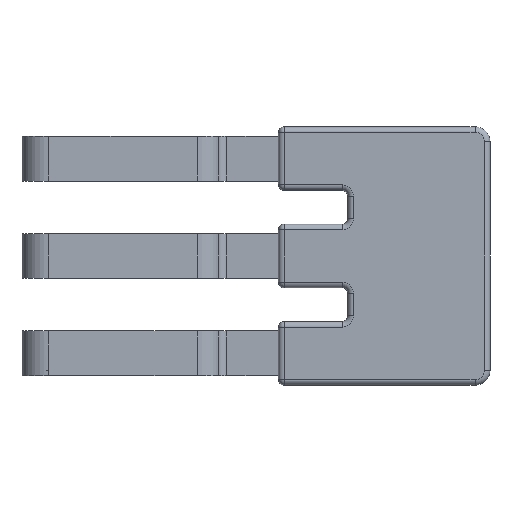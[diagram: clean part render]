
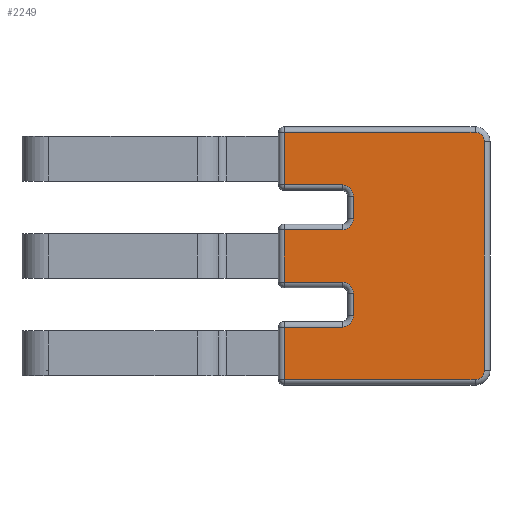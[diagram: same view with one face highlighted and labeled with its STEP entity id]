
A CAD part, left-side view. The second image highlights one B-rep face of the part: STEP entity #2249.
In plain terms, the highlighted planar face has unit normal (-1, 0, 0).
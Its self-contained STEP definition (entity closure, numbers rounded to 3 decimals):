
#77 = CARTESIAN_POINT ( 'NONE',  ( -3.4, 0.8, -0.3 ) ) ;
#84 = VECTOR ( 'NONE', #742, 1000. ) ;
#161 = LINE ( 'NONE', #3031, #3273 ) ;
#166 = DIRECTION ( 'NONE',  ( 0., 1., 0. ) ) ;
#197 = CIRCLE ( 'NONE', #2569, 0.6 ) ;
#199 = CARTESIAN_POINT ( 'NONE',  ( -3.4, 11., -8.3 ) ) ;
#241 = CARTESIAN_POINT ( 'NONE',  ( -3.4, 0.8, -13. ) ) ;
#258 = VERTEX_POINT ( 'NONE', #1061 ) ;
#293 = EDGE_CURVE ( 'NONE', #3223, #1163, #3018, .T. ) ;
#333 = CARTESIAN_POINT ( 'NONE',  ( -3.4, 7.9, -5.5 ) ) ;
#381 = CIRCLE ( 'NONE', #1653, 0.5 ) ;
#387 = DIRECTION ( 'NONE',  ( 0., 1., 0. ) ) ;
#406 = DIRECTION ( 'NONE',  ( 0., -1., 0. ) ) ;
#455 = DIRECTION ( 'NONE',  ( 0., 0., 1. ) ) ;
#469 = VECTOR ( 'NONE', #644, 1000. ) ;
#479 = ORIENTED_EDGE ( 'NONE', *, *, #2283, .T. ) ;
#506 = VERTEX_POINT ( 'NONE', #2622 ) ;
#520 = LINE ( 'NONE', #199, #2068 ) ;
#554 = VERTEX_POINT ( 'NONE', #77 ) ;
#609 = CARTESIAN_POINT ( 'NONE',  ( -3.4, 7.9, -3.1 ) ) ;
#618 = LINE ( 'NONE', #1426, #2476 ) ;
#644 = DIRECTION ( 'NONE',  ( 0., 1., 0. ) ) ;
#658 = DIRECTION ( 'NONE',  ( 0., -1., 0. ) ) ;
#659 = LINE ( 'NONE', #1222, #2433 ) ;
#667 = VERTEX_POINT ( 'NONE', #609 ) ;
#733 = AXIS2_PLACEMENT_3D ( 'NONE', #957, #1502, #2015 ) ;
#735 = CARTESIAN_POINT ( 'NONE',  ( -3.4, 11., -5.5 ) ) ;
#739 = EDGE_CURVE ( 'NONE', #1864, #794, #659, .T. ) ;
#742 = DIRECTION ( 'NONE',  ( 0., 0., -1. ) ) ;
#762 = CARTESIAN_POINT ( 'NONE',  ( -3.4, 7.9, -8.3 ) ) ;
#778 = PLANE ( 'NONE',  #3388 ) ;
#794 = VERTEX_POINT ( 'NONE', #2533 ) ;
#799 = EDGE_CURVE ( 'NONE', #2309, #1966, #1384, .T. ) ;
#801 = ORIENTED_EDGE ( 'NONE', *, *, #2147, .T. ) ;
#804 = LINE ( 'NONE', #2365, #2508 ) ;
#836 = CARTESIAN_POINT ( 'NONE',  ( -3.4, 7.9, -10.1 ) ) ;
#847 = VERTEX_POINT ( 'NONE', #1830 ) ;
#927 = CARTESIAN_POINT ( 'NONE',  ( -3.4, 7.9, -8.9 ) ) ;
#928 = CARTESIAN_POINT ( 'NONE',  ( -3.4, 7.9, -8.3 ) ) ;
#947 = DIRECTION ( 'NONE',  ( 0., -1., 0. ) ) ;
#957 = CARTESIAN_POINT ( 'NONE',  ( -3.4, 0.8, -0.8 ) ) ;
#1049 = EDGE_CURVE ( 'NONE', #506, #1435, #1270, .T. ) ;
#1055 = CARTESIAN_POINT ( 'NONE',  ( -3.4, 7.3, -10.1 ) ) ;
#1061 = CARTESIAN_POINT ( 'NONE',  ( -3.4, 11., -8.3 ) ) ;
#1097 = ORIENTED_EDGE ( 'NONE', *, *, #1263, .T. ) ;
#1105 = CARTESIAN_POINT ( 'NONE',  ( -3.4, 7.3, -8.9 ) ) ;
#1125 = EDGE_CURVE ( 'NONE', #554, #2989, #618, .T. ) ;
#1163 = VERTEX_POINT ( 'NONE', #2235 ) ;
#1204 = DIRECTION ( 'NONE',  ( 0., 0., 1. ) ) ;
#1222 = CARTESIAN_POINT ( 'NONE',  ( -3.4, 0.3, 1.4 ) ) ;
#1242 = CARTESIAN_POINT ( 'NONE',  ( -3.4, 11., -10.7 ) ) ;
#1253 = DIRECTION ( 'NONE',  ( 0., 0., -1. ) ) ;
#1263 = EDGE_CURVE ( 'NONE', #1451, #1864, #381, .T. ) ;
#1270 = CIRCLE ( 'NONE', #2034, 0.6 ) ;
#1312 = CARTESIAN_POINT ( 'NONE',  ( -3.4, 0.3, -13. ) ) ;
#1328 = CARTESIAN_POINT ( 'NONE',  ( -3.4, 7.9, -3.7 ) ) ;
#1342 = CARTESIAN_POINT ( 'NONE',  ( -3.4, 7.9, -4.9 ) ) ;
#1370 = ORIENTED_EDGE ( 'NONE', *, *, #2267, .T. ) ;
#1384 = CIRCLE ( 'NONE', #2592, 0.6 ) ;
#1386 = VERTEX_POINT ( 'NONE', #735 ) ;
#1411 = VECTOR ( 'NONE', #1554, 1000. ) ;
#1426 = CARTESIAN_POINT ( 'NONE',  ( -3.4, 11.3, -0.3 ) ) ;
#1435 = VERTEX_POINT ( 'NONE', #333 ) ;
#1451 = VERTEX_POINT ( 'NONE', #2955 ) ;
#1471 = AXIS2_PLACEMENT_3D ( 'NONE', #836, #1687, #1903 ) ;
#1479 = ORIENTED_EDGE ( 'NONE', *, *, #1668, .T. ) ;
#1500 = ORIENTED_EDGE ( 'NONE', *, *, #2954, .T. ) ;
#1502 = DIRECTION ( 'NONE',  ( -1., 0., 0. ) ) ;
#1554 = DIRECTION ( 'NONE',  ( 0., 0., -1. ) ) ;
#1569 = DIRECTION ( 'NONE',  ( 0., 0., -1. ) ) ;
#1571 = VECTOR ( 'NONE', #1783, 1000. ) ;
#1628 = VERTEX_POINT ( 'NONE', #1927 ) ;
#1653 = AXIS2_PLACEMENT_3D ( 'NONE', #241, #1808, #2288 ) ;
#1668 = EDGE_CURVE ( 'NONE', #2989, #847, #2552, .T. ) ;
#1683 = VECTOR ( 'NONE', #947, 1000. ) ;
#1687 = DIRECTION ( 'NONE',  ( 1., 0., 0. ) ) ;
#1709 = VECTOR ( 'NONE', #166, 1000. ) ;
#1712 = LINE ( 'NONE', #928, #1683 ) ;
#1728 = LINE ( 'NONE', #2514, #3221 ) ;
#1740 = EDGE_CURVE ( 'NONE', #258, #2309, #1712, .T. ) ;
#1756 = VERTEX_POINT ( 'NONE', #1988 ) ;
#1783 = DIRECTION ( 'NONE',  ( 0., 0., -1. ) ) ;
#1800 = CIRCLE ( 'NONE', #733, 0.5 ) ;
#1808 = DIRECTION ( 'NONE',  ( -1., 0., 0. ) ) ;
#1810 = ORIENTED_EDGE ( 'NONE', *, *, #1740, .T. ) ;
#1812 = EDGE_CURVE ( 'NONE', #1628, #506, #804, .T. ) ;
#1830 = CARTESIAN_POINT ( 'NONE',  ( -3.4, 11., -3.1 ) ) ;
#1844 = CARTESIAN_POINT ( 'NONE',  ( -3.4, 11.3, 1.4 ) ) ;
#1864 = VERTEX_POINT ( 'NONE', #1312 ) ;
#1865 = DIRECTION ( 'NONE',  ( -1., 0., 0. ) ) ;
#1892 = EDGE_CURVE ( 'NONE', #1966, #1756, #2621, .T. ) ;
#1895 = ORIENTED_EDGE ( 'NONE', *, *, #293, .T. ) ;
#1903 = DIRECTION ( 'NONE',  ( 0., -1., 0. ) ) ;
#1927 = CARTESIAN_POINT ( 'NONE',  ( -3.4, 7.3, -3.7 ) ) ;
#1934 = DIRECTION ( 'NONE',  ( 1., 0., 0. ) ) ;
#1954 = DIRECTION ( 'NONE',  ( 1., 0., 0. ) ) ;
#1966 = VERTEX_POINT ( 'NONE', #1105 ) ;
#1988 = CARTESIAN_POINT ( 'NONE',  ( -3.4, 7.3, -10.1 ) ) ;
#2015 = DIRECTION ( 'NONE',  ( 0., -1., 0. ) ) ;
#2020 = EDGE_LOOP ( 'NONE', ( #2078, #2423, #3243, #1479, #801, #1500, #2780, #2137, #2120, #1370, #1810, #3330, #2996, #2693, #1895, #479, #2101, #1097 ) ) ;
#2034 = AXIS2_PLACEMENT_3D ( 'NONE', #1342, #1934, #2669 ) ;
#2060 = CARTESIAN_POINT ( 'NONE',  ( -3.4, 11., 1.4 ) ) ;
#2068 = VECTOR ( 'NONE', #1253, 1000. ) ;
#2078 = ORIENTED_EDGE ( 'NONE', *, *, #739, .T. ) ;
#2082 = DIRECTION ( 'NONE',  ( 0., -1., 0. ) ) ;
#2090 = VERTEX_POINT ( 'NONE', #2805 ) ;
#2101 = ORIENTED_EDGE ( 'NONE', *, *, #2144, .T. ) ;
#2120 = ORIENTED_EDGE ( 'NONE', *, *, #2823, .T. ) ;
#2137 = ORIENTED_EDGE ( 'NONE', *, *, #1049, .T. ) ;
#2144 = EDGE_CURVE ( 'NONE', #2090, #1451, #161, .T. ) ;
#2147 = EDGE_CURVE ( 'NONE', #847, #667, #1728, .T. ) ;
#2173 = EDGE_CURVE ( 'NONE', #794, #554, #1800, .T. ) ;
#2235 = CARTESIAN_POINT ( 'NONE',  ( -3.4, 11., -10.7 ) ) ;
#2247 = LINE ( 'NONE', #2722, #469 ) ;
#2249 = ADVANCED_FACE ( 'NONE', ( #2582 ), #778, .T. ) ;
#2267 = EDGE_CURVE ( 'NONE', #1386, #258, #520, .T. ) ;
#2277 = DIRECTION ( 'NONE',  ( 0., -1., 0. ) ) ;
#2283 = EDGE_CURVE ( 'NONE', #1163, #2090, #3112, .T. ) ;
#2288 = DIRECTION ( 'NONE',  ( 0., -1., 0. ) ) ;
#2309 = VERTEX_POINT ( 'NONE', #762 ) ;
#2365 = CARTESIAN_POINT ( 'NONE',  ( -3.4, 7.3, -4.9 ) ) ;
#2423 = ORIENTED_EDGE ( 'NONE', *, *, #2173, .T. ) ;
#2433 = VECTOR ( 'NONE', #1204, 1000. ) ;
#2476 = VECTOR ( 'NONE', #387, 1000. ) ;
#2508 = VECTOR ( 'NONE', #1569, 1000. ) ;
#2514 = CARTESIAN_POINT ( 'NONE',  ( -3.4, 7.9, -3.1 ) ) ;
#2533 = CARTESIAN_POINT ( 'NONE',  ( -3.4, 0.3, -0.8 ) ) ;
#2552 = LINE ( 'NONE', #2792, #1571 ) ;
#2569 = AXIS2_PLACEMENT_3D ( 'NONE', #1328, #2584, #2082 ) ;
#2582 = FACE_OUTER_BOUND ( 'NONE', #2020, .T. ) ;
#2584 = DIRECTION ( 'NONE',  ( 1., 0., 0. ) ) ;
#2592 = AXIS2_PLACEMENT_3D ( 'NONE', #927, #1954, #406 ) ;
#2617 = CARTESIAN_POINT ( 'NONE',  ( -3.4, 11., -0.3 ) ) ;
#2621 = LINE ( 'NONE', #1055, #1411 ) ;
#2622 = CARTESIAN_POINT ( 'NONE',  ( -3.4, 7.3, -4.9 ) ) ;
#2669 = DIRECTION ( 'NONE',  ( 0., -1., 0. ) ) ;
#2693 = ORIENTED_EDGE ( 'NONE', *, *, #3207, .T. ) ;
#2722 = CARTESIAN_POINT ( 'NONE',  ( -3.4, 11.3, -5.5 ) ) ;
#2780 = ORIENTED_EDGE ( 'NONE', *, *, #1812, .T. ) ;
#2792 = CARTESIAN_POINT ( 'NONE',  ( -3.4, 11., -3.1 ) ) ;
#2805 = CARTESIAN_POINT ( 'NONE',  ( -3.4, 11., -13.5 ) ) ;
#2823 = EDGE_CURVE ( 'NONE', #1435, #1386, #2247, .T. ) ;
#2954 = EDGE_CURVE ( 'NONE', #667, #1628, #197, .T. ) ;
#2955 = CARTESIAN_POINT ( 'NONE',  ( -3.4, 0.8, -13.5 ) ) ;
#2959 = CIRCLE ( 'NONE', #1471, 0.6 ) ;
#2989 = VERTEX_POINT ( 'NONE', #2617 ) ;
#2996 = ORIENTED_EDGE ( 'NONE', *, *, #1892, .T. ) ;
#3012 = CARTESIAN_POINT ( 'NONE',  ( -3.4, 7.9, -10.7 ) ) ;
#3018 = LINE ( 'NONE', #1242, #1709 ) ;
#3031 = CARTESIAN_POINT ( 'NONE',  ( -3.4, 11.3, -13.5 ) ) ;
#3112 = LINE ( 'NONE', #2060, #84 ) ;
#3207 = EDGE_CURVE ( 'NONE', #1756, #3223, #2959, .T. ) ;
#3221 = VECTOR ( 'NONE', #2277, 1000. ) ;
#3223 = VERTEX_POINT ( 'NONE', #3012 ) ;
#3243 = ORIENTED_EDGE ( 'NONE', *, *, #1125, .T. ) ;
#3273 = VECTOR ( 'NONE', #658, 1000. ) ;
#3330 = ORIENTED_EDGE ( 'NONE', *, *, #799, .T. ) ;
#3388 = AXIS2_PLACEMENT_3D ( 'NONE', #1844, #1865, #455 ) ;
